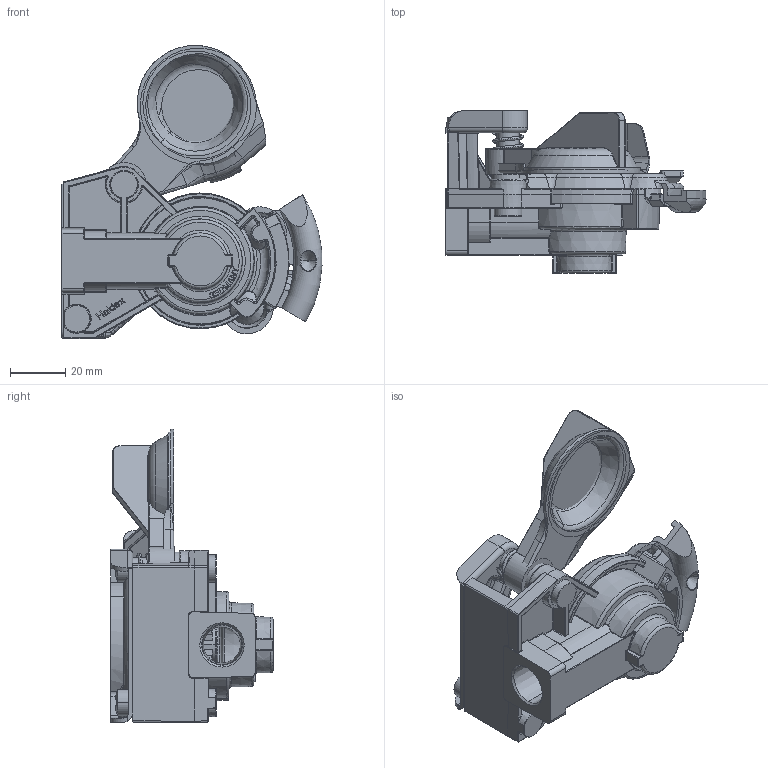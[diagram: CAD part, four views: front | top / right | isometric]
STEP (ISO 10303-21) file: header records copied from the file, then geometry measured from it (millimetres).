
FILE_DESCRIPTION((''),'2;1');
FILE_NAME('334_063_0001_ASM','2008-11-11T',('wozniok'),(''),'PRO/ENGINEER BY PARAMETRIC TECHNOLOGY CORPORATION, 2007230','PRO/ENGINEER BY PARAMETRIC TECHNOLOGY CORPORATION, 2007230','');
FILE_SCHEMA(('AUTOMOTIVE_DESIGN_CC2 { 1 2 10303 214 -1 1 5 2 }'));
Products named in the file (11): 011_1407_29; 014_1041_09; 014_1037_09; 014_1147_09; 021_0130_09; 058_0179_09; 027_0495_09; 051_0534_09_EB_334; 051_0533_09_N; 027_0411_09; 334_063_0001_ASM
Assembly tree (12 placements, depth 2):
  334_063_0001_ASM
    011_1407_29
    014_1041_09
    014_1037_09
    014_1147_09
    021_0130_09
    058_0179_09
    027_0495_09
    051_0534_09_EB_334  x2
    051_0533_09_N  x2
    027_0411_09
Bounding box: 93.95 x 58.7 x 105.91 mm (x, y, z)
Volume: 62511.7 mm3; surface area: 57651.5 mm2
Topology: 13 solids, 14 shells, 2821 faces, 6951 edges, 4163 vertices
Faces by surface type: plane 1167, bspline 618, cylinder 428, torus 305, cone 182, sphere 121
Entity records: 113185 total; most frequent: CARTESIAN_POINT 46625, ORIENTED_EDGE 13498, DIRECTION 11214, EDGE_CURVE 6749, VERTEX_POINT 4082, AXIS2_PLACEMENT_3D 4044, VECTOR 3126, LINE 3126
